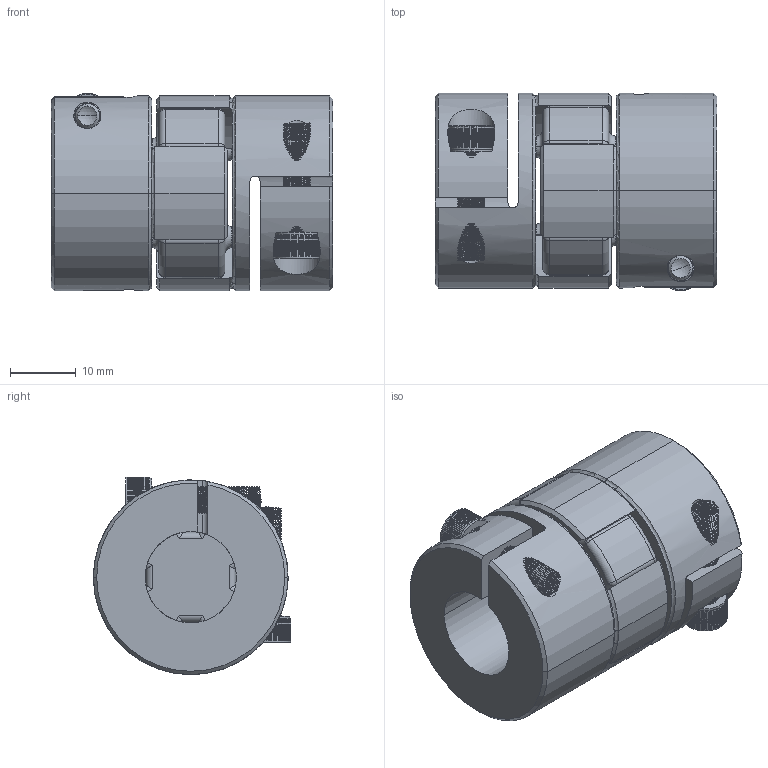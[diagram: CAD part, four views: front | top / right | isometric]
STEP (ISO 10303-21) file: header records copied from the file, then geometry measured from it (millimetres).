
FILE_DESCRIPTION(('FreeCAD Model'),'2;1');
FILE_NAME('Open CASCADE Shape Model','2025-04-17T13:25:56',('FreeCAD'),( 'FreeCAD'),'Open CASCADE STEP processor 7.6','FreeCAD','Unknown');
FILE_SCHEMA(('AUTOMOTIVE_DESIGN { 1 0 10303 214 1 1 1 1 }'));
Products named in the file (1): Open CASCADE STEP translator 7.6 1
Bounding box: 42.98 x 30.08 x 30.08 mm (x, y, z)
Volume: 5069.4 mm3; surface area: 12526.5 mm2
Topology: 3 solids, 5 shells, 1780 faces, 4576 edges, 2956 vertices
Faces by surface type: plane 1028, cylinder 558, bspline 100, torus 48, sphere 24, cone 22
Full cylindrical faces by diameter (mm): 3.91 x6
Entity records: 220956 total; most frequent: CARTESIAN_POINT 183347, ORIENTED_EDGE 9008, DIRECTION 6546, EDGE_CURVE 4568, VERTEX_POINT 2956, AXIS2_PLACEMENT_3D 2341, FACE_BOUND 1958, EDGE_LOOP 1958
